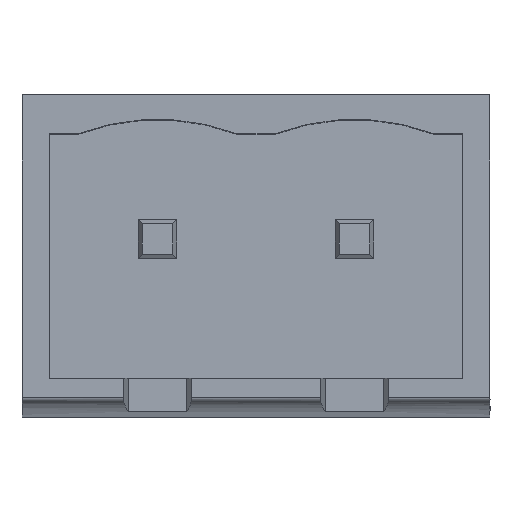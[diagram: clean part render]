
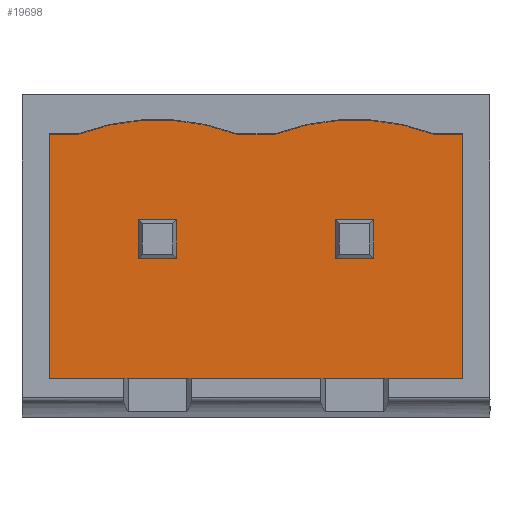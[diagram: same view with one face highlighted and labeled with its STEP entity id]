
A CAD part, top view. The second image highlights one B-rep face of the part: STEP entity #19698.
In plain terms, the highlighted planar face has unit normal (0, 0, 1).
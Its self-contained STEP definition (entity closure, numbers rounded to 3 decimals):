
#21 = LINE ( 'NONE', #20007, #20269 ) ;
#162 = EDGE_LOOP ( 'NONE', ( #21792, #5422, #1192, #6636 ) ) ;
#286 = VERTEX_POINT ( 'NONE', #20710 ) ;
#685 = VERTEX_POINT ( 'NONE', #22167 ) ;
#701 = EDGE_CURVE ( 'NONE', #7875, #2912, #11566, .T. ) ;
#836 = DIRECTION ( 'NONE',  ( 1., 0., 0. ) ) ;
#909 = CARTESIAN_POINT ( 'NONE',  ( 5.08, 1.371, -2.9 ) ) ;
#920 = VERTEX_POINT ( 'NONE', #11477 ) ;
#1131 = CARTESIAN_POINT ( 'NONE',  ( 0., 4.59, -2.9 ) ) ;
#1192 = ORIENTED_EDGE ( 'NONE', *, *, #8715, .F. ) ;
#1201 = VECTOR ( 'NONE', #16609, 1000. ) ;
#1346 = EDGE_CURVE ( 'NONE', #286, #10282, #21, .T. ) ;
#1455 = EDGE_CURVE ( 'NONE', #13642, #6970, #20568, .T. ) ;
#1922 = CARTESIAN_POINT ( 'NONE',  ( 0., 0., -2.9 ) ) ;
#2160 = CARTESIAN_POINT ( 'NONE',  ( 0.5, 4.59, -2.9 ) ) ;
#2356 = CARTESIAN_POINT ( 'NONE',  ( -2.79, 6.8, -2.9 ) ) ;
#2391 = CARTESIAN_POINT ( 'NONE',  ( -2.79, 6.8, -2.9 ) ) ;
#2912 = VERTEX_POINT ( 'NONE', #8412 ) ;
#2966 = DIRECTION ( 'NONE',  ( 0., 1., 0. ) ) ;
#3217 = AXIS2_PLACEMENT_3D ( 'NONE', #909, #11131, #21368 ) ;
#3698 = VECTOR ( 'NONE', #7587, 1000. ) ;
#3762 = EDGE_CURVE ( 'NONE', #10282, #13642, #7713, .T. ) ;
#4312 = CARTESIAN_POINT ( 'NONE',  ( 3.04, 6.8, -2.9 ) ) ;
#4569 = AXIS2_PLACEMENT_3D ( 'NONE', #21189, #16005, #9130 ) ;
#4572 = LINE ( 'NONE', #1131, #14308 ) ;
#5035 = CARTESIAN_POINT ( 'NONE',  ( -2.79, 0.5, -2.9 ) ) ;
#5037 = CARTESIAN_POINT ( 'NONE',  ( 0.5, 3.59, -2.9 ) ) ;
#5096 = DIRECTION ( 'NONE',  ( -1., 0., 0. ) ) ;
#5356 = ORIENTED_EDGE ( 'NONE', *, *, #10068, .F. ) ;
#5422 = ORIENTED_EDGE ( 'NONE', *, *, #9744, .F. ) ;
#5730 = ORIENTED_EDGE ( 'NONE', *, *, #11309, .F. ) ;
#6636 = ORIENTED_EDGE ( 'NONE', *, *, #10182, .F. ) ;
#6667 = VECTOR ( 'NONE', #2966, 1000. ) ;
#6970 = VERTEX_POINT ( 'NONE', #16000 ) ;
#7587 = DIRECTION ( 'NONE',  ( 0., 1., 0. ) ) ;
#7713 = LINE ( 'NONE', #16504, #1201 ) ;
#7875 = VERTEX_POINT ( 'NONE', #15228 ) ;
#8061 = ORIENTED_EDGE ( 'NONE', *, *, #16130, .F. ) ;
#8130 = EDGE_CURVE ( 'NONE', #10888, #920, #13894, .T. ) ;
#8191 = DIRECTION ( 'NONE',  ( 0., -1., 0. ) ) ;
#8206 = DIRECTION ( 'NONE',  ( 0., -1., 0. ) ) ;
#8234 = VECTOR ( 'NONE', #836, 1000. ) ;
#8412 = CARTESIAN_POINT ( 'NONE',  ( -0.5, 3.59, -2.9 ) ) ;
#8476 = FACE_BOUND ( 'NONE', #16568, .T. ) ;
#8486 = CARTESIAN_POINT ( 'NONE',  ( 5.58, 3.59, -2.9 ) ) ;
#8494 = EDGE_CURVE ( 'NONE', #6970, #685, #10700, .T. ) ;
#8715 = EDGE_CURVE ( 'NONE', #14488, #11639, #16340, .T. ) ;
#8807 = DIRECTION ( 'NONE',  ( 1., 0., 0. ) ) ;
#9130 = DIRECTION ( 'NONE',  ( -1., 0., 0. ) ) ;
#9249 = LINE ( 'NONE', #17580, #8234 ) ;
#9297 = EDGE_CURVE ( 'NONE', #15704, #286, #17782, .T. ) ;
#9425 = CARTESIAN_POINT ( 'NONE',  ( 7.12, 6.8, -2.9 ) ) ;
#9668 = DIRECTION ( 'NONE',  ( -1., 0., 0. ) ) ;
#9744 = EDGE_CURVE ( 'NONE', #11639, #7875, #4572, .T. ) ;
#9882 = CARTESIAN_POINT ( 'NONE',  ( -0.5, 0., -2.9 ) ) ;
#10068 = EDGE_CURVE ( 'NONE', #11355, #14207, #16186, .T. ) ;
#10167 = CARTESIAN_POINT ( 'NONE',  ( 2.04, 6.8, -2.9 ) ) ;
#10182 = EDGE_CURVE ( 'NONE', #2912, #14488, #9249, .T. ) ;
#10282 = VERTEX_POINT ( 'NONE', #11696 ) ;
#10700 = LINE ( 'NONE', #2356, #16815 ) ;
#10785 = ORIENTED_EDGE ( 'NONE', *, *, #9297, .F. ) ;
#10826 = DIRECTION ( 'NONE',  ( 1., 0., 0. ) ) ;
#10859 = VERTEX_POINT ( 'NONE', #4312 ) ;
#10888 = VERTEX_POINT ( 'NONE', #19627 ) ;
#10914 = ORIENTED_EDGE ( 'NONE', *, *, #8130, .F. ) ;
#10916 = EDGE_CURVE ( 'NONE', #920, #11355, #17951, .T. ) ;
#11131 = DIRECTION ( 'NONE',  ( 0., 0., -1. ) ) ;
#11153 = DIRECTION ( 'NONE',  ( 0., 1., 0. ) ) ;
#11167 = LINE ( 'NONE', #12858, #17474 ) ;
#11309 = EDGE_CURVE ( 'NONE', #14207, #10888, #11549, .T. ) ;
#11355 = VERTEX_POINT ( 'NONE', #18973 ) ;
#11477 = CARTESIAN_POINT ( 'NONE',  ( 4.58, 4.59, -2.9 ) ) ;
#11549 = LINE ( 'NONE', #21803, #6667 ) ;
#11566 = LINE ( 'NONE', #9882, #20662 ) ;
#11639 = VERTEX_POINT ( 'NONE', #2160 ) ;
#11696 = CARTESIAN_POINT ( 'NONE',  ( 7.87, 0.5, -2.9 ) ) ;
#12110 = ORIENTED_EDGE ( 'NONE', *, *, #21426, .F. ) ;
#12403 = VERTEX_POINT ( 'NONE', #10167 ) ;
#12499 = CARTESIAN_POINT ( 'NONE',  ( -2.79, 6.8, -2.9 ) ) ;
#12745 = ORIENTED_EDGE ( 'NONE', *, *, #8494, .F. ) ;
#12858 = CARTESIAN_POINT ( 'NONE',  ( -2.79, 6.8, -2.9 ) ) ;
#13642 = VERTEX_POINT ( 'NONE', #5035 ) ;
#13894 = LINE ( 'NONE', #20862, #20121 ) ;
#14207 = VERTEX_POINT ( 'NONE', #8486 ) ;
#14304 = CIRCLE ( 'NONE', #4569, 5.8 ) ;
#14308 = VECTOR ( 'NONE', #9668, 1000. ) ;
#14488 = VERTEX_POINT ( 'NONE', #5037 ) ;
#15228 = CARTESIAN_POINT ( 'NONE',  ( -0.5, 4.59, -2.9 ) ) ;
#15350 = FACE_BOUND ( 'NONE', #162, .T. ) ;
#15704 = VERTEX_POINT ( 'NONE', #9425 ) ;
#16000 = CARTESIAN_POINT ( 'NONE',  ( -2.79, 6.8, -2.9 ) ) ;
#16005 = DIRECTION ( 'NONE',  ( 0., 0., -1. ) ) ;
#16088 = VECTOR ( 'NONE', #19709, 1000. ) ;
#16130 = EDGE_CURVE ( 'NONE', #12403, #10859, #11167, .T. ) ;
#16186 = LINE ( 'NONE', #17967, #21139 ) ;
#16188 = ORIENTED_EDGE ( 'NONE', *, *, #1455, .F. ) ;
#16340 = LINE ( 'NONE', #21520, #18591 ) ;
#16504 = CARTESIAN_POINT ( 'NONE',  ( -2.79, 0.5, -2.9 ) ) ;
#16568 = EDGE_LOOP ( 'NONE', ( #17785, #10914, #5730, #5356 ) ) ;
#16609 = DIRECTION ( 'NONE',  ( -1., 0., 0. ) ) ;
#16815 = VECTOR ( 'NONE', #21050, 1000. ) ;
#17109 = ORIENTED_EDGE ( 'NONE', *, *, #19886, .F. ) ;
#17351 = ORIENTED_EDGE ( 'NONE', *, *, #1346, .F. ) ;
#17474 = VECTOR ( 'NONE', #10826, 1000. ) ;
#17520 = AXIS2_PLACEMENT_3D ( 'NONE', #1922, #19160, #8807 ) ;
#17580 = CARTESIAN_POINT ( 'NONE',  ( 0., 3.59, -2.9 ) ) ;
#17782 = LINE ( 'NONE', #12499, #16088 ) ;
#17785 = ORIENTED_EDGE ( 'NONE', *, *, #10916, .F. ) ;
#17951 = LINE ( 'NONE', #19512, #18215 ) ;
#17967 = CARTESIAN_POINT ( 'NONE',  ( 0., 3.59, -2.9 ) ) ;
#18166 = DIRECTION ( 'NONE',  ( 0., -1., 0. ) ) ;
#18169 = ORIENTED_EDGE ( 'NONE', *, *, #3762, .F. ) ;
#18215 = VECTOR ( 'NONE', #18166, 1000. ) ;
#18591 = VECTOR ( 'NONE', #11153, 1000. ) ;
#18973 = CARTESIAN_POINT ( 'NONE',  ( 4.58, 3.59, -2.9 ) ) ;
#19160 = DIRECTION ( 'NONE',  ( 0., 0., 1. ) ) ;
#19512 = CARTESIAN_POINT ( 'NONE',  ( 4.58, 0., -2.9 ) ) ;
#19627 = CARTESIAN_POINT ( 'NONE',  ( 5.58, 4.59, -2.9 ) ) ;
#19698 = ADVANCED_FACE ( 'NONE', ( #8476, #15350, #22229 ), #21776, .T. ) ;
#19709 = DIRECTION ( 'NONE',  ( 1., 0., 0. ) ) ;
#19886 = EDGE_CURVE ( 'NONE', #685, #12403, #14304, .T. ) ;
#20007 = CARTESIAN_POINT ( 'NONE',  ( 7.87, 6.8, -2.9 ) ) ;
#20121 = VECTOR ( 'NONE', #5096, 1000. ) ;
#20269 = VECTOR ( 'NONE', #8191, 1000. ) ;
#20288 = DIRECTION ( 'NONE',  ( 1., 0., 0. ) ) ;
#20505 = CIRCLE ( 'NONE', #3217, 5.8 ) ;
#20568 = LINE ( 'NONE', #2391, #3698 ) ;
#20662 = VECTOR ( 'NONE', #8206, 1000. ) ;
#20710 = CARTESIAN_POINT ( 'NONE',  ( 7.87, 6.8, -2.9 ) ) ;
#20862 = CARTESIAN_POINT ( 'NONE',  ( 0., 4.59, -2.9 ) ) ;
#21050 = DIRECTION ( 'NONE',  ( 1., 0., 0. ) ) ;
#21139 = VECTOR ( 'NONE', #20288, 1000. ) ;
#21189 = CARTESIAN_POINT ( 'NONE',  ( 0., 1.371, -2.9 ) ) ;
#21368 = DIRECTION ( 'NONE',  ( -1., 0., 0. ) ) ;
#21426 = EDGE_CURVE ( 'NONE', #10859, #15704, #20505, .T. ) ;
#21520 = CARTESIAN_POINT ( 'NONE',  ( 0.5, 0., -2.9 ) ) ;
#21776 = PLANE ( 'NONE',  #17520 ) ;
#21792 = ORIENTED_EDGE ( 'NONE', *, *, #701, .F. ) ;
#21803 = CARTESIAN_POINT ( 'NONE',  ( 5.58, 0., -2.9 ) ) ;
#21849 = EDGE_LOOP ( 'NONE', ( #16188, #18169, #17351, #10785, #12110, #8061, #17109, #12745 ) ) ;
#22167 = CARTESIAN_POINT ( 'NONE',  ( -2.04, 6.8, -2.9 ) ) ;
#22229 = FACE_OUTER_BOUND ( 'NONE', #21849, .T. ) ;
